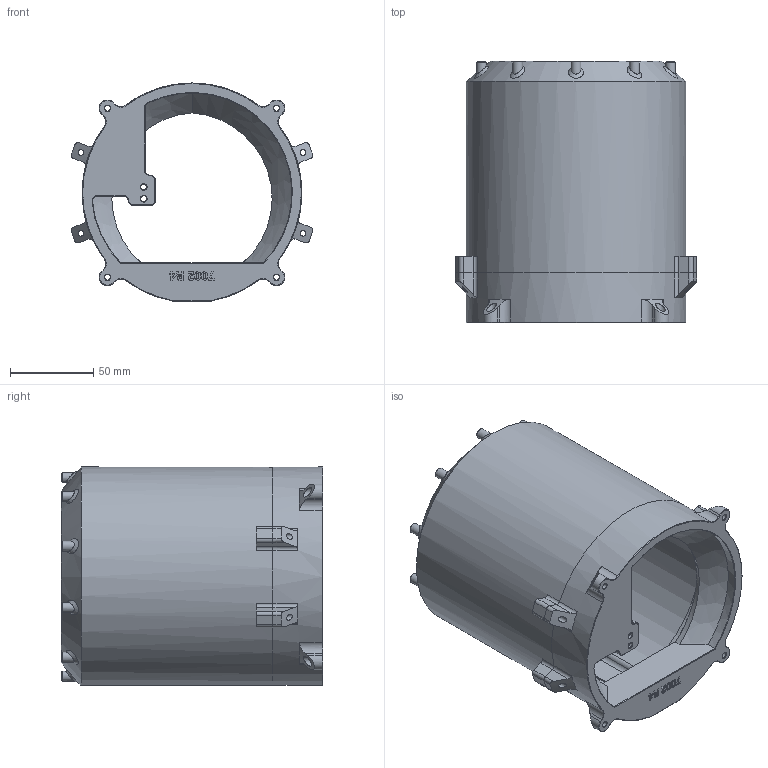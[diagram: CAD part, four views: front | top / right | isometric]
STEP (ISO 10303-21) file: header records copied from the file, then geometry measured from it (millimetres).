
FILE_DESCRIPTION(/* description */ (''),/* implementation_level */ '2;1');
FILE_NAME(/* name */ '7002 R4.step',/* time_stamp */ '2025-05-05T11:46:28-07:00',/* author */ (''),/* organization */ (''),/* preprocessor_version */ 'ST-DEVELOPER v20.1',/* originating_system */ 'Autodesk Translation Framework v14.4.0.0',/* authorisation */ '');
FILE_SCHEMA (('AUTOMOTIVE_DESIGN { 1 0 10303 214 3 1 1 }'));
Length unit declared in the file: millimetre
Products named in the file (2): 7002; 7007
Assembly tree (1 placements, depth 2):
  7002
    7007
Bounding box: 145.13 x 157.17 x 131 mm (x, y, z)
Volume: 403782.3 mm3; surface area: 154768.7 mm2
Topology: 2 solids, 2 shells, 467 faces, 1177 edges, 758 vertices
Faces by surface type: plane 171, cylinder 119, bspline 104, cone 73
Full cylindrical faces by diameter (mm): 1.5 x10, 3.3 x4, 3.5 x10, 5.15 x4, 5.8 x4, 6 x13, 103 x1
Entity records: 18523 total; most frequent: CARTESIAN_POINT 7831, ORIENTED_EDGE 2356, DIRECTION 1919, EDGE_CURVE 1178, VERTEX_POINT 759, AXIS2_PLACEMENT_3D 677, LINE 565, VECTOR 565
